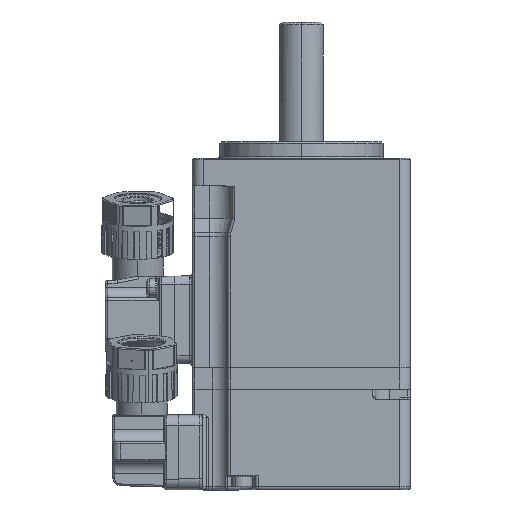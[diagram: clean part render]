
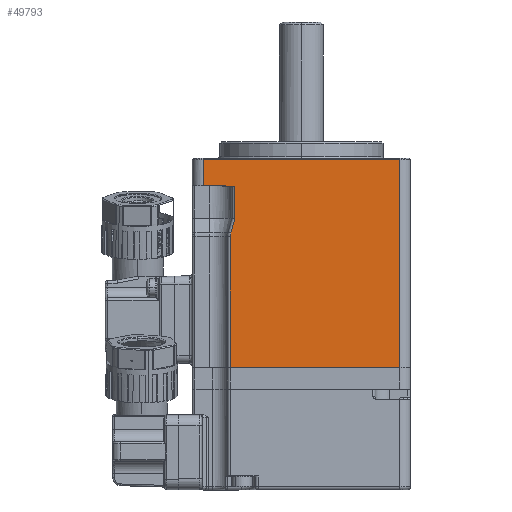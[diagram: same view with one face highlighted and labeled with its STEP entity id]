
A CAD part, top view. The second image highlights one B-rep face of the part: STEP entity #49793.
In plain terms, the highlighted planar face has unit normal (0, 0, 1).
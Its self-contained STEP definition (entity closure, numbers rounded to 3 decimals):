
#755 = VECTOR ( 'NONE', #32708, 1000. ) ;
#797 = VERTEX_POINT ( 'NONE', #38620 ) ;
#1132 = VECTOR ( 'NONE', #38204, 1000. ) ;
#1844 = VERTEX_POINT ( 'NONE', #24818 ) ;
#1990 = CARTESIAN_POINT ( 'NONE',  ( 18., 38.2, 20. ) ) ;
#2564 = VERTEX_POINT ( 'NONE', #24530 ) ;
#3991 = EDGE_CURVE ( 'NONE', #2564, #10044, #47644, .T. ) ;
#5950 = VERTEX_POINT ( 'NONE', #1990 ) ;
#7370 = DIRECTION ( 'NONE',  ( 0., -1., 0. ) ) ;
#9095 = DIRECTION ( 'NONE',  ( 0., -1., 0. ) ) ;
#9420 = VERTEX_POINT ( 'NONE', #12838 ) ;
#10044 = VERTEX_POINT ( 'NONE', #38642 ) ;
#11275 = DIRECTION ( 'NONE',  ( 1., 0., 0. ) ) ;
#12209 = DIRECTION ( 'NONE',  ( -1., 0., 0. ) ) ;
#12242 = CARTESIAN_POINT ( 'NONE',  ( -13., 41.4, 20. ) ) ;
#12258 = ORIENTED_EDGE ( 'NONE', *, *, #26880, .F. ) ;
#12513 = DIRECTION ( 'NONE',  ( -1., 0., 0. ) ) ;
#12714 = EDGE_CURVE ( 'NONE', #1844, #797, #13877, .T. ) ;
#12838 = CARTESIAN_POINT ( 'NONE',  ( -12.163, 33.263, 20. ) ) ;
#13877 = LINE ( 'NONE', #24062, #755 ) ;
#13897 = VECTOR ( 'NONE', #11275, 1000. ) ;
#15127 = DIRECTION ( 'NONE',  ( 0., -1., 0. ) ) ;
#15417 = EDGE_CURVE ( 'NONE', #797, #9420, #44277, .T. ) ;
#17488 = FACE_OUTER_BOUND ( 'NONE', #52196, .T. ) ;
#20694 = CARTESIAN_POINT ( 'NONE',  ( -12.163, 25.546, 20. ) ) ;
#22417 = LINE ( 'NONE', #41228, #13897 ) ;
#24062 = CARTESIAN_POINT ( 'NONE',  ( -18., 41.4, 20. ) ) ;
#24530 = CARTESIAN_POINT ( 'NONE',  ( -12.907, 24.674, 20. ) ) ;
#24629 = ORIENTED_EDGE ( 'NONE', *, *, #15417, .T. ) ;
#24818 = CARTESIAN_POINT ( 'NONE',  ( -18., 38.2, 20. ) ) ;
#25168 = CARTESIAN_POINT ( 'NONE',  ( 18., 41.4, 20. ) ) ;
#26617 = ORIENTED_EDGE ( 'NONE', *, *, #3991, .T. ) ;
#26880 = EDGE_CURVE ( 'NONE', #5950, #37748, #63821, .T. ) ;
#27655 = ORIENTED_EDGE ( 'NONE', *, *, #28607, .T. ) ;
#28561 = DIRECTION ( 'NONE',  ( -0.27, -0.963, 0. ) ) ;
#28607 = EDGE_CURVE ( 'NONE', #52534, #37748, #22417, .T. ) ;
#28743 = AXIS2_PLACEMENT_3D ( 'NONE', #45763, #47405, #12513 ) ;
#29363 = VECTOR ( 'NONE', #9095, 1000. ) ;
#30471 = DIRECTION ( 'NONE',  ( 1., -0.017, 0. ) ) ;
#30871 = CARTESIAN_POINT ( 'NONE',  ( 18., 0., 20. ) ) ;
#31558 = VECTOR ( 'NONE', #30471, 1000. ) ;
#32346 = LINE ( 'NONE', #12242, #48849 ) ;
#32577 = LINE ( 'NONE', #52850, #52527 ) ;
#32708 = DIRECTION ( 'NONE',  ( 0., -1., 0. ) ) ;
#33068 = EDGE_CURVE ( 'NONE', #9420, #44377, #49625, .T. ) ;
#35064 = CARTESIAN_POINT ( 'NONE',  ( -13., 0., 20. ) ) ;
#37748 = VERTEX_POINT ( 'NONE', #30871 ) ;
#37923 = PLANE ( 'NONE',  #52083 ) ;
#38204 = DIRECTION ( 'NONE',  ( -1., 0., 0. ) ) ;
#38467 = ORIENTED_EDGE ( 'NONE', *, *, #45630, .T. ) ;
#38484 = ORIENTED_EDGE ( 'NONE', *, *, #33068, .T. ) ;
#38620 = CARTESIAN_POINT ( 'NONE',  ( -18., 33.365, 20. ) ) ;
#38642 = CARTESIAN_POINT ( 'NONE',  ( -13., 24., 20. ) ) ;
#41228 = CARTESIAN_POINT ( 'NONE',  ( -18., 0., 20. ) ) ;
#42694 = ORIENTED_EDGE ( 'NONE', *, *, #12714, .T. ) ;
#42741 = CARTESIAN_POINT ( 'NONE',  ( -18., 38.2, 20. ) ) ;
#44277 = LINE ( 'NONE', #59259, #31558 ) ;
#44377 = VERTEX_POINT ( 'NONE', #52472 ) ;
#45630 = EDGE_CURVE ( 'NONE', #5950, #1844, #47372, .T. ) ;
#45763 = CARTESIAN_POINT ( 'NONE',  ( -10.5, 24., 20. ) ) ;
#46051 = EDGE_CURVE ( 'NONE', #44377, #2564, #32577, .T. ) ;
#47372 = LINE ( 'NONE', #42741, #1132 ) ;
#47405 = DIRECTION ( 'NONE',  ( 0., 0., 1. ) ) ;
#47606 = ORIENTED_EDGE ( 'NONE', *, *, #46051, .T. ) ;
#47644 = CIRCLE ( 'NONE', #28743, 2.5 ) ;
#47748 = DIRECTION ( 'NONE',  ( 0., 0., -1. ) ) ;
#48849 = VECTOR ( 'NONE', #7370, 1000. ) ;
#49269 = EDGE_CURVE ( 'NONE', #10044, #52534, #32346, .T. ) ;
#49625 = LINE ( 'NONE', #20694, #59273 ) ;
#49793 = ADVANCED_FACE ( 'NONE', ( #17488 ), #37923, .F. ) ;
#52083 = AXIS2_PLACEMENT_3D ( 'NONE', #52618, #47748, #12209 ) ;
#52196 = EDGE_LOOP ( 'NONE', ( #12258, #38467, #42694, #24629, #38484, #47606, #26617, #55472, #27655 ) ) ;
#52472 = CARTESIAN_POINT ( 'NONE',  ( -12.163, 27.331, 20. ) ) ;
#52527 = VECTOR ( 'NONE', #28561, 1000. ) ;
#52534 = VERTEX_POINT ( 'NONE', #35064 ) ;
#52618 = CARTESIAN_POINT ( 'NONE',  ( -18., 41.4, 20. ) ) ;
#52850 = CARTESIAN_POINT ( 'NONE',  ( -8.935, 38.862, 20. ) ) ;
#55472 = ORIENTED_EDGE ( 'NONE', *, *, #49269, .T. ) ;
#59259 = CARTESIAN_POINT ( 'NONE',  ( -18.14, 33.368, 20. ) ) ;
#59273 = VECTOR ( 'NONE', #15127, 1000. ) ;
#63821 = LINE ( 'NONE', #25168, #29363 ) ;
